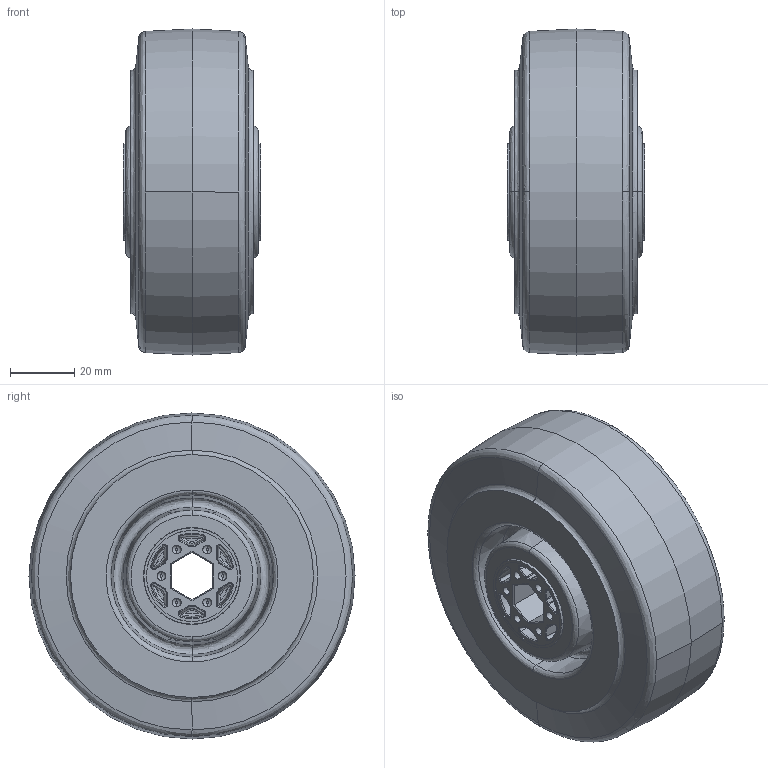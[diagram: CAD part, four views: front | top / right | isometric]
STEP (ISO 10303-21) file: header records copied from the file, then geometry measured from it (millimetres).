
FILE_DESCRIPTION (( 'STEP AP203' ), '1' );
FILE_NAME ('217-4052-STEP-20141030.STEP', '2014-10-30T20:40:33', ( 'IFMI-VEX04' ), ( '' ), 'SwSTEP 2.0', 'SolidWorks 2014', '' );
FILE_SCHEMA (( 'CONFIG_CONTROL_DESIGN' ));
Length unit declared in the file: millimetre
Products named in the file (1): 217-4052-STEP-20141030
Bounding box: 42.89 x 101.6 x 101.6 mm (x, y, z)
Volume: 269600.1 mm3; surface area: 44438.6 mm2
Topology: 1 solids, 1 shells, 457 faces, 1138 edges, 714 vertices
Faces by surface type: bspline 228, cylinder 76, plane 75, cone 54, torus 24
Entity records: 23792 total; most frequent: CARTESIAN_POINT 14420, ORIENTED_EDGE 2276, DIRECTION 1462, EDGE_CURVE 1138, VERTEX_POINT 714, AXIS2_PLACEMENT_3D 594, EDGE_LOOP 490, FACE_OUTER_BOUND 457
